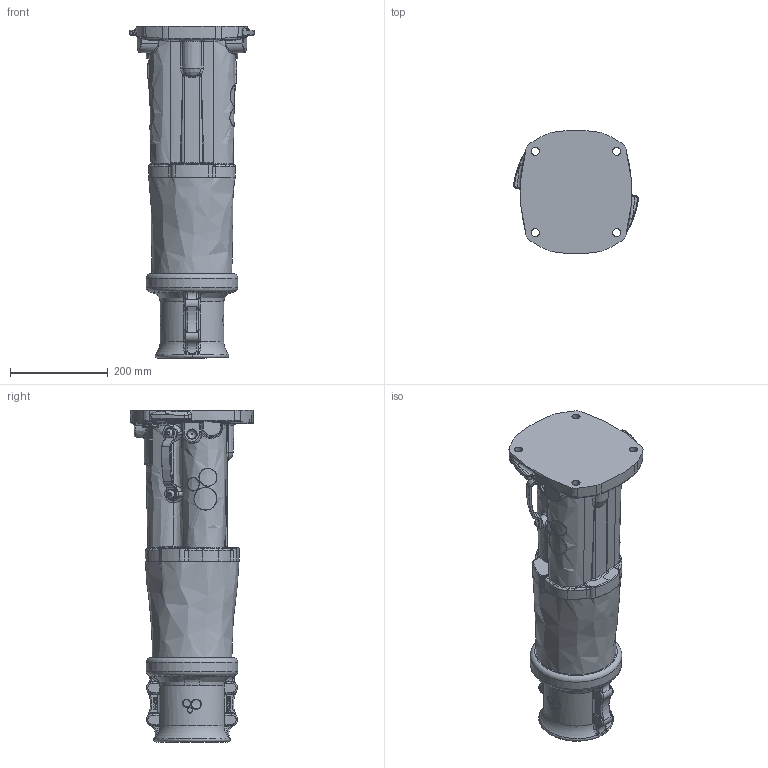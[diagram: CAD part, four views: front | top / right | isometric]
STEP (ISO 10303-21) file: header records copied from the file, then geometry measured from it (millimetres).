
FILE_DESCRIPTION(/* description */ (''),/* implementation_level */ '2;1');
FILE_NAME(/* name */ 'RS1357_SLD body with KA Trailing Cable Gland RS1867_SLD.stp',/* time_stamp */ '2022-09-08T05:27:48+10:00',/* author */ ('c.taylor012'),/* organization */ (''),/* preprocessor_version */ 'ST-DEVELOPER v16.5',/* originating_system */ 'Autodesk Inventor 2017',/* authorisation */ '');
FILE_SCHEMA (('AUTOMOTIVE_DESIGN { 1 0 10303 214 3 1 1 }'));
Products named in the file (8): RS1357; 2680; 1181; 1210; 1082; RS1867_SLD; 2226_SLD; 2246_SLD
Assembly tree (11 placements, depth 3):
  RS1357
    2680
    1181  x4
    1210  x2
    1082
    RS1867_SLD
      2226_SLD
      2246_SLD
Bounding box: 256.21 x 252.35 x 680.99 mm (x, y, z)
Volume: 15449878.1 mm3; surface area: 638957.4 mm2
Topology: 10 solids, 10 shells, 3215 faces, 7494 edges, 4299 vertices
Faces by surface type: bspline 1273, cylinder 861, plane 460, torus 319, sphere 177, cone 125
Full cylindrical faces by diameter (mm): 9.75 x4, 10 x1, 11 x4, 15.85 x1, 16.5 x4, 17.35 x4, 164 x1, 188 x1
Entity records: 127261 total; most frequent: CARTESIAN_POINT 62881, ORIENTED_EDGE 14130, DIRECTION 12282, EDGE_CURVE 7065, AXIS2_PLACEMENT_3D 5202, VERTEX_POINT 4102, EDGE_LOOP 3173, FACE_OUTER_BOUND 3068
